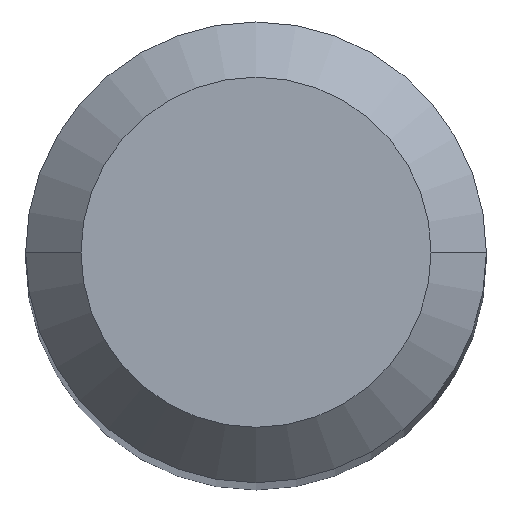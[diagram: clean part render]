
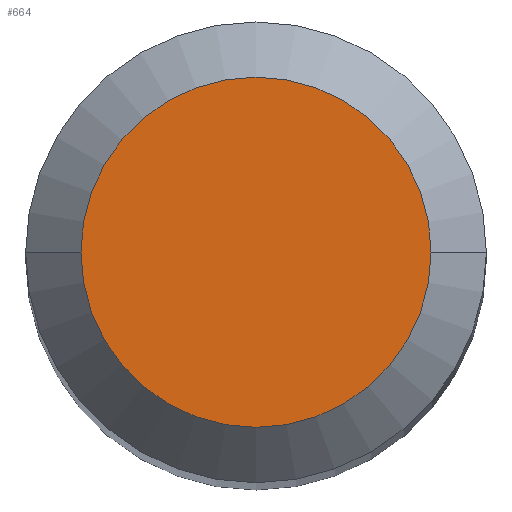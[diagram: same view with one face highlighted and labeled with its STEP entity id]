
A CAD part, top view. The second image highlights one B-rep face of the part: STEP entity #664.
In plain terms, the highlighted planar face has unit normal (0, 0, 1).
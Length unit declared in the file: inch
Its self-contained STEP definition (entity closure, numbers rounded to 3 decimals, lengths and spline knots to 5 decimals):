
#55 = CIRCLE ( 'NONE', #420, 0.0475 ) ;
#71 = VERTEX_POINT ( 'NONE', #170 ) ;
#79 = AXIS2_PLACEMENT_3D ( 'NONE', #179, #807, #741 ) ;
#132 = DIRECTION ( 'NONE',  ( 0., 0., 1. ) ) ;
#170 = CARTESIAN_POINT ( 'NONE',  ( 0.0475, 0., 1.5 ) ) ;
#179 = CARTESIAN_POINT ( 'NONE',  ( 0., 0., 1.5 ) ) ;
#400 = AXIS2_PLACEMENT_3D ( 'NONE', #779, #132, #466 ) ;
#420 = AXIS2_PLACEMENT_3D ( 'NONE', #851, #937, #683 ) ;
#466 = DIRECTION ( 'NONE',  ( 1., 0., 0. ) ) ;
#517 = EDGE_LOOP ( 'NONE', ( #631, #961 ) ) ;
#567 = FACE_OUTER_BOUND ( 'NONE', #517, .T. ) ;
#609 = CARTESIAN_POINT ( 'NONE',  ( -0.0475, 0., 1.5 ) ) ;
#631 = ORIENTED_EDGE ( 'NONE', *, *, #970, .T. ) ;
#664 = ADVANCED_FACE ( 'NONE', ( #567 ), #981, .T. ) ;
#683 = DIRECTION ( 'NONE',  ( 1., 0., 0. ) ) ;
#691 = CIRCLE ( 'NONE', #400, 0.0475 ) ;
#741 = DIRECTION ( 'NONE',  ( 1., 0., 0. ) ) ;
#779 = CARTESIAN_POINT ( 'NONE',  ( 0., 0., 1.5 ) ) ;
#807 = DIRECTION ( 'NONE',  ( 0., 0., 1. ) ) ;
#851 = CARTESIAN_POINT ( 'NONE',  ( 0., 0., 1.5 ) ) ;
#924 = EDGE_CURVE ( 'NONE', #71, #1034, #55, .T. ) ;
#937 = DIRECTION ( 'NONE',  ( 0., 0., 1. ) ) ;
#961 = ORIENTED_EDGE ( 'NONE', *, *, #924, .T. ) ;
#970 = EDGE_CURVE ( 'NONE', #1034, #71, #691, .T. ) ;
#981 = PLANE ( 'NONE',  #79 ) ;
#1034 = VERTEX_POINT ( 'NONE', #609 ) ;
